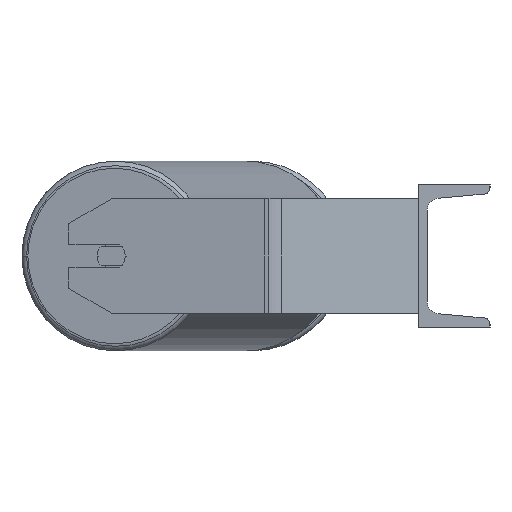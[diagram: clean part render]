
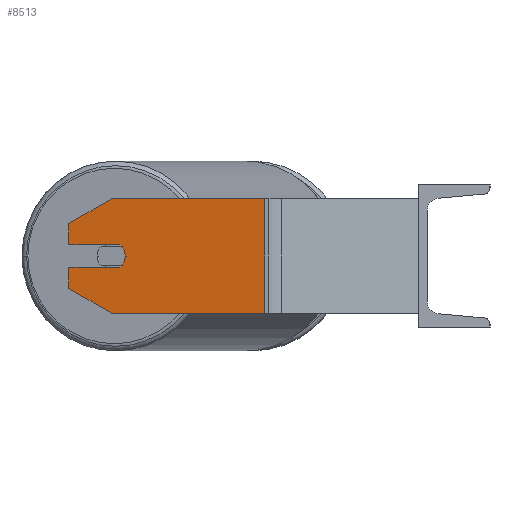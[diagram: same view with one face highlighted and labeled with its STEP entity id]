
A CAD part, left-side view. The second image highlights one B-rep face of the part: STEP entity #8513.
In plain terms, the highlighted planar face has unit normal (-0.985, 0.174, 0).
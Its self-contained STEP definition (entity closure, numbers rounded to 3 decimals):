
#96 = VERTEX_POINT ( 'NONE', #5076 ) ;
#334 = ORIENTED_EDGE ( 'NONE', *, *, #3103, .T. ) ;
#371 = VERTEX_POINT ( 'NONE', #9084 ) ;
#383 = ORIENTED_EDGE ( 'NONE', *, *, #3682, .T. ) ;
#435 = CARTESIAN_POINT ( 'NONE',  ( -830.508, 245.169, -22.679 ) ) ;
#657 = DIRECTION ( 'NONE',  ( -0.174, -0.985, 0. ) ) ;
#740 = EDGE_CURVE ( 'NONE', #7168, #2747, #2757, .T. ) ;
#958 = CARTESIAN_POINT ( 'NONE',  ( -837.454, 205.777, 0. ) ) ;
#991 = EDGE_LOOP ( 'NONE', ( #5859, #383, #7153, #7386, #8917, #334, #8735, #8811, #8028, #8256, #5670 ) ) ;
#1036 = EDGE_CURVE ( 'NONE', #4128, #2285, #3113, .T. ) ;
#1145 = VECTOR ( 'NONE', #4561, 1000. ) ;
#1262 = EDGE_CURVE ( 'NONE', #7431, #3595, #4758, .T. ) ;
#1345 = AXIS2_PLACEMENT_3D ( 'NONE', #3542, #8329, #8374 ) ;
#1431 = AXIS2_PLACEMENT_3D ( 'NONE', #8295, #9119, #4844 ) ;
#1532 = DIRECTION ( 'NONE',  ( 0., 0., -1. ) ) ;
#1849 = CARTESIAN_POINT ( 'NONE',  ( -830.508, 245.169, -8. ) ) ;
#1852 = CARTESIAN_POINT ( 'NONE',  ( -854.736, 107.764, 40. ) ) ;
#1877 = CARTESIAN_POINT ( 'NONE',  ( -836.759, 209.716, 8. ) ) ;
#2055 = CARTESIAN_POINT ( 'NONE',  ( -835.717, 215.625, -40. ) ) ;
#2102 = LINE ( 'NONE', #3570, #3079 ) ;
#2219 = EDGE_CURVE ( 'NONE', #371, #3595, #3156, .T. ) ;
#2225 = DIRECTION ( 'NONE',  ( 0., 0., -1. ) ) ;
#2285 = VERTEX_POINT ( 'NONE', #1852 ) ;
#2589 = EDGE_CURVE ( 'NONE', #7168, #96, #9118, .T. ) ;
#2747 = VERTEX_POINT ( 'NONE', #435 ) ;
#2757 = LINE ( 'NONE', #5692, #5949 ) ;
#2817 = VECTOR ( 'NONE', #4205, 1000. ) ;
#2826 = CARTESIAN_POINT ( 'NONE',  ( -836.759, 209.716, -8. ) ) ;
#2996 = DIRECTION ( 'NONE',  ( -0.174, -0.985, 0. ) ) ;
#3079 = VECTOR ( 'NONE', #1532, 1000. ) ;
#3103 = EDGE_CURVE ( 'NONE', #4128, #371, #6551, .T. ) ;
#3113 = LINE ( 'NONE', #4474, #6251 ) ;
#3156 = LINE ( 'NONE', #3707, #8411 ) ;
#3470 = DIRECTION ( 'NONE',  ( 0.174, 0.985, 0. ) ) ;
#3542 = CARTESIAN_POINT ( 'NONE',  ( -835.717, 215.625, 0. ) ) ;
#3570 = CARTESIAN_POINT ( 'NONE',  ( -854.736, 107.764, 40. ) ) ;
#3595 = VERTEX_POINT ( 'NONE', #4937 ) ;
#3625 = VECTOR ( 'NONE', #3470, 1000. ) ;
#3682 = EDGE_CURVE ( 'NONE', #2747, #7316, #5346, .T. ) ;
#3707 = CARTESIAN_POINT ( 'NONE',  ( -830.508, 245.169, 40. ) ) ;
#4073 = PLANE ( 'NONE',  #1431 ) ;
#4128 = VERTEX_POINT ( 'NONE', #4209 ) ;
#4172 = CARTESIAN_POINT ( 'NONE',  ( -835.717, 215.625, 0. ) ) ;
#4205 = DIRECTION ( 'NONE',  ( -0.174, -0.985, 0. ) ) ;
#4209 = CARTESIAN_POINT ( 'NONE',  ( -835.717, 215.625, 40. ) ) ;
#4474 = CARTESIAN_POINT ( 'NONE',  ( -830.508, 245.169, 40. ) ) ;
#4483 = CARTESIAN_POINT ( 'NONE',  ( -854.736, 107.764, -40. ) ) ;
#4555 = DIRECTION ( 'NONE',  ( -0.15, -0.853, -0.5 ) ) ;
#4561 = DIRECTION ( 'NONE',  ( 0.15, 0.853, -0.5 ) ) ;
#4730 = AXIS2_PLACEMENT_3D ( 'NONE', #4172, #6953, #657 ) ;
#4752 = FACE_OUTER_BOUND ( 'NONE', #991, .T. ) ;
#4758 = LINE ( 'NONE', #5547, #3625 ) ;
#4844 = DIRECTION ( 'NONE',  ( 0.174, 0.985, 0. ) ) ;
#4937 = CARTESIAN_POINT ( 'NONE',  ( -830.508, 245.169, 8. ) ) ;
#5076 = CARTESIAN_POINT ( 'NONE',  ( -836.759, 209.716, -8. ) ) ;
#5283 = EDGE_CURVE ( 'NONE', #2285, #5424, #2102, .T. ) ;
#5346 = LINE ( 'NONE', #8147, #8199 ) ;
#5424 = VERTEX_POINT ( 'NONE', #4483 ) ;
#5547 = CARTESIAN_POINT ( 'NONE',  ( -830.508, 245.169, 8. ) ) ;
#5584 = CARTESIAN_POINT ( 'NONE',  ( -830.508, 245.169, -40. ) ) ;
#5608 = DIRECTION ( 'NONE',  ( 0., 0., -1. ) ) ;
#5670 = ORIENTED_EDGE ( 'NONE', *, *, #2589, .F. ) ;
#5692 = CARTESIAN_POINT ( 'NONE',  ( -830.508, 245.169, 40. ) ) ;
#5859 = ORIENTED_EDGE ( 'NONE', *, *, #740, .T. ) ;
#5949 = VECTOR ( 'NONE', #5608, 1000. ) ;
#6251 = VECTOR ( 'NONE', #7962, 1000. ) ;
#6471 = EDGE_CURVE ( 'NONE', #7316, #5424, #9122, .T. ) ;
#6551 = LINE ( 'NONE', #8650, #1145 ) ;
#6953 = DIRECTION ( 'NONE',  ( -0.985, 0.174, 0. ) ) ;
#7153 = ORIENTED_EDGE ( 'NONE', *, *, #6471, .T. ) ;
#7168 = VERTEX_POINT ( 'NONE', #1849 ) ;
#7316 = VERTEX_POINT ( 'NONE', #2055 ) ;
#7386 = ORIENTED_EDGE ( 'NONE', *, *, #5283, .F. ) ;
#7422 = EDGE_CURVE ( 'NONE', #8796, #7431, #7507, .T. ) ;
#7431 = VERTEX_POINT ( 'NONE', #1877 ) ;
#7507 = CIRCLE ( 'NONE', #4730, 10. ) ;
#7925 = CIRCLE ( 'NONE', #1345, 10. ) ;
#7962 = DIRECTION ( 'NONE',  ( -0.174, -0.985, 0. ) ) ;
#7992 = EDGE_CURVE ( 'NONE', #96, #8796, #7925, .T. ) ;
#8028 = ORIENTED_EDGE ( 'NONE', *, *, #7422, .F. ) ;
#8147 = CARTESIAN_POINT ( 'NONE',  ( -835.717, 215.625, -40. ) ) ;
#8199 = VECTOR ( 'NONE', #4555, 1000. ) ;
#8256 = ORIENTED_EDGE ( 'NONE', *, *, #7992, .F. ) ;
#8295 = CARTESIAN_POINT ( 'NONE',  ( -830.508, 245.169, 40. ) ) ;
#8329 = DIRECTION ( 'NONE',  ( -0.985, 0.174, 0. ) ) ;
#8374 = DIRECTION ( 'NONE',  ( -0.174, -0.985, 0. ) ) ;
#8411 = VECTOR ( 'NONE', #2225, 1000. ) ;
#8513 = ADVANCED_FACE ( 'NONE', ( #4752 ), #4073, .F. ) ;
#8650 = CARTESIAN_POINT ( 'NONE',  ( -830.508, 245.169, 22.679 ) ) ;
#8735 = ORIENTED_EDGE ( 'NONE', *, *, #2219, .T. ) ;
#8796 = VERTEX_POINT ( 'NONE', #958 ) ;
#8811 = ORIENTED_EDGE ( 'NONE', *, *, #1262, .F. ) ;
#8917 = ORIENTED_EDGE ( 'NONE', *, *, #1036, .F. ) ;
#9067 = VECTOR ( 'NONE', #2996, 1000. ) ;
#9084 = CARTESIAN_POINT ( 'NONE',  ( -830.508, 245.169, 22.679 ) ) ;
#9118 = LINE ( 'NONE', #2826, #9067 ) ;
#9119 = DIRECTION ( 'NONE',  ( 0.985, -0.174, 0. ) ) ;
#9122 = LINE ( 'NONE', #5584, #2817 ) ;
